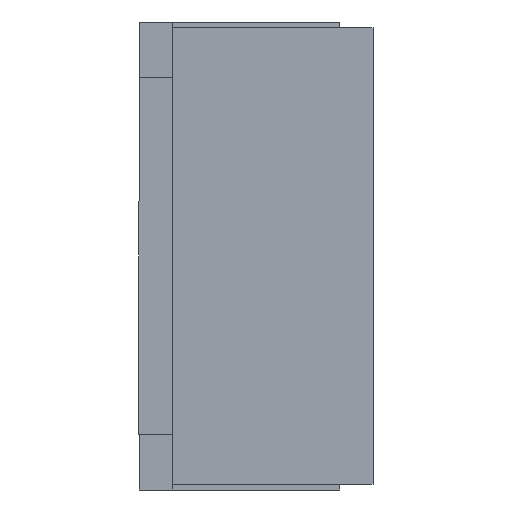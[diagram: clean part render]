
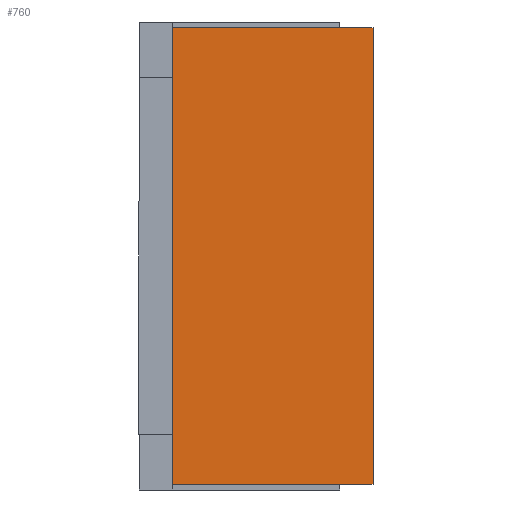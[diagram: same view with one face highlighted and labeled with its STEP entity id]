
A CAD part, left-side view. The second image highlights one B-rep face of the part: STEP entity #760.
In plain terms, the highlighted planar face has unit normal (-1, 0, 0).
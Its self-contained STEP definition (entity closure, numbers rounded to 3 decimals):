
#48=FACE_OUTER_BOUND('',#89,.T.);
#89=EDGE_LOOP('',(#514,#515,#516,#517));
#136=LINE('',#1098,#235);
#137=LINE('',#1100,#236);
#138=LINE('',#1102,#237);
#139=LINE('',#1103,#238);
#235=VECTOR('',#891,4.1);
#236=VECTOR('',#892,1.8);
#237=VECTOR('',#893,4.1);
#238=VECTOR('',#894,1.8);
#335=VERTEX_POINT('',#1096);
#336=VERTEX_POINT('',#1097);
#337=VERTEX_POINT('',#1099);
#338=VERTEX_POINT('',#1101);
#407=EDGE_CURVE('',#335,#336,#136,.T.);
#408=EDGE_CURVE('',#337,#335,#137,.T.);
#409=EDGE_CURVE('',#337,#338,#138,.T.);
#410=EDGE_CURVE('',#338,#336,#139,.T.);
#514=ORIENTED_EDGE('',*,*,#407,.F.);
#515=ORIENTED_EDGE('',*,*,#408,.F.);
#516=ORIENTED_EDGE('',*,*,#409,.T.);
#517=ORIENTED_EDGE('',*,*,#410,.T.);
#724=PLANE('',#828);
#760=ADVANCED_FACE('',(#48),#724,.T.);
#828=AXIS2_PLACEMENT_3D('',#1095,#889,#890);
#889=DIRECTION('center_axis',(-1.,0.,0.));
#890=DIRECTION('ref_axis',(0.,0.,1.));
#891=DIRECTION('',(0.,0.,1.));
#892=DIRECTION('',(0.,1.,0.));
#893=DIRECTION('',(0.,0.,1.));
#894=DIRECTION('',(0.,1.,0.));
#1095=CARTESIAN_POINT('Origin',(0.,-1.8,0.));
#1096=CARTESIAN_POINT('',(0.,0.,0.));
#1097=CARTESIAN_POINT('',(0.,0.,4.1));
#1098=CARTESIAN_POINT('',(0.,0.,0.));
#1099=CARTESIAN_POINT('',(0.,-1.8,0.));
#1100=CARTESIAN_POINT('',(0.,-1.8,0.));
#1101=CARTESIAN_POINT('',(0.,-1.8,4.1));
#1102=CARTESIAN_POINT('',(0.,-1.8,0.));
#1103=CARTESIAN_POINT('',(0.,-1.8,4.1));
